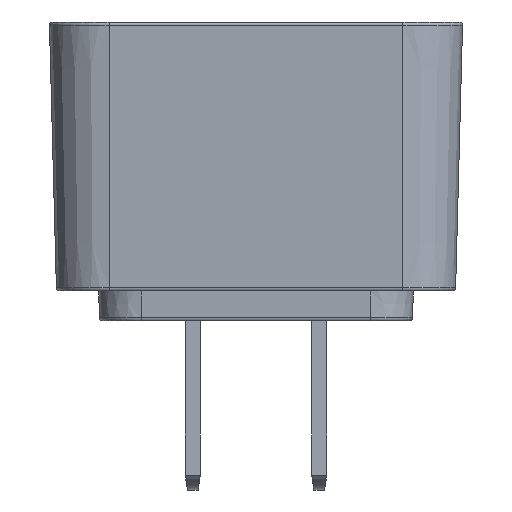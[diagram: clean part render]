
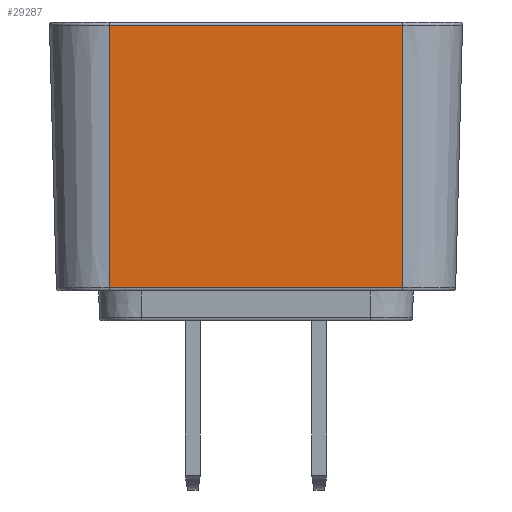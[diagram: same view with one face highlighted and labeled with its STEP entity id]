
A CAD part, left-side view. The second image highlights one B-rep face of the part: STEP entity #29287.
In plain terms, the highlighted face is planar.
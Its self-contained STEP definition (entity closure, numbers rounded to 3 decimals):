
#43 = EDGE_CURVE ( 'NONE', #33912, #11621, #28180, .T. ) ;
#1888 = EDGE_LOOP ( 'NONE', ( #34248, #18271, #7720, #37840 ) ) ;
#6002 = CARTESIAN_POINT ( 'NONE',  ( 16.029, 14.75, -27. ) ) ;
#6726 = DIRECTION ( 'NONE',  ( -0.026, 0., 1. ) ) ;
#7590 = PLANE ( 'NONE',  #27844 ) ;
#7720 = ORIENTED_EDGE ( 'NONE', *, *, #11866, .T. ) ;
#9097 = CARTESIAN_POINT ( 'NONE',  ( 16.021, 14.75, -26.692 ) ) ;
#9127 = VERTEX_POINT ( 'NONE', #35804 ) ;
#11621 = VERTEX_POINT ( 'NONE', #26991 ) ;
#11866 = EDGE_CURVE ( 'NONE', #27742, #9127, #18442, .T. ) ;
#14989 = EDGE_CURVE ( 'NONE', #9127, #11621, #30084, .T. ) ;
#15254 = DIRECTION ( 'NONE',  ( -0.026, 0., 1. ) ) ;
#17202 = CARTESIAN_POINT ( 'NONE',  ( 15.329, -14.75, -0.292 ) ) ;
#17315 = CARTESIAN_POINT ( 'NONE',  ( 16.029, -14.75, -27. ) ) ;
#17604 = VECTOR ( 'NONE', #34725, 1000. ) ;
#18271 = ORIENTED_EDGE ( 'NONE', *, *, #23458, .T. ) ;
#18442 = LINE ( 'NONE', #6002, #20338 ) ;
#19357 = CARTESIAN_POINT ( 'NONE',  ( 16.021, -14.75, -26.692 ) ) ;
#19646 = VECTOR ( 'NONE', #6726, 1000. ) ;
#20338 = VECTOR ( 'NONE', #15254, 1000. ) ;
#20365 = DIRECTION ( 'NONE',  ( 0.026, 0., -1. ) ) ;
#23257 = LINE ( 'NONE', #25606, #17604 ) ;
#23458 = EDGE_CURVE ( 'NONE', #33912, #27742, #23257, .T. ) ;
#25606 = CARTESIAN_POINT ( 'NONE',  ( 16.021, -14.75, -26.692 ) ) ;
#26991 = CARTESIAN_POINT ( 'NONE',  ( 15.329, -14.75, -0.292 ) ) ;
#27742 = VERTEX_POINT ( 'NONE', #9097 ) ;
#27844 = AXIS2_PLACEMENT_3D ( 'NONE', #17315, #38302, #20365 ) ;
#28180 = LINE ( 'NONE', #29702, #19646 ) ;
#29287 = ADVANCED_FACE ( 'NONE', ( #36182 ), #7590, .T. ) ;
#29702 = CARTESIAN_POINT ( 'NONE',  ( 16.029, -14.75, -27. ) ) ;
#30084 = LINE ( 'NONE', #17202, #34820 ) ;
#33912 = VERTEX_POINT ( 'NONE', #19357 ) ;
#34248 = ORIENTED_EDGE ( 'NONE', *, *, #43, .F. ) ;
#34725 = DIRECTION ( 'NONE',  ( 0., 1., 0. ) ) ;
#34820 = VECTOR ( 'NONE', #38319, 1000. ) ;
#35804 = CARTESIAN_POINT ( 'NONE',  ( 15.329, 14.75, -0.292 ) ) ;
#36182 = FACE_OUTER_BOUND ( 'NONE', #1888, .T. ) ;
#37840 = ORIENTED_EDGE ( 'NONE', *, *, #14989, .T. ) ;
#38302 = DIRECTION ( 'NONE',  ( 1., 0., 0.026 ) ) ;
#38319 = DIRECTION ( 'NONE',  ( 0., -1., 0. ) ) ;
